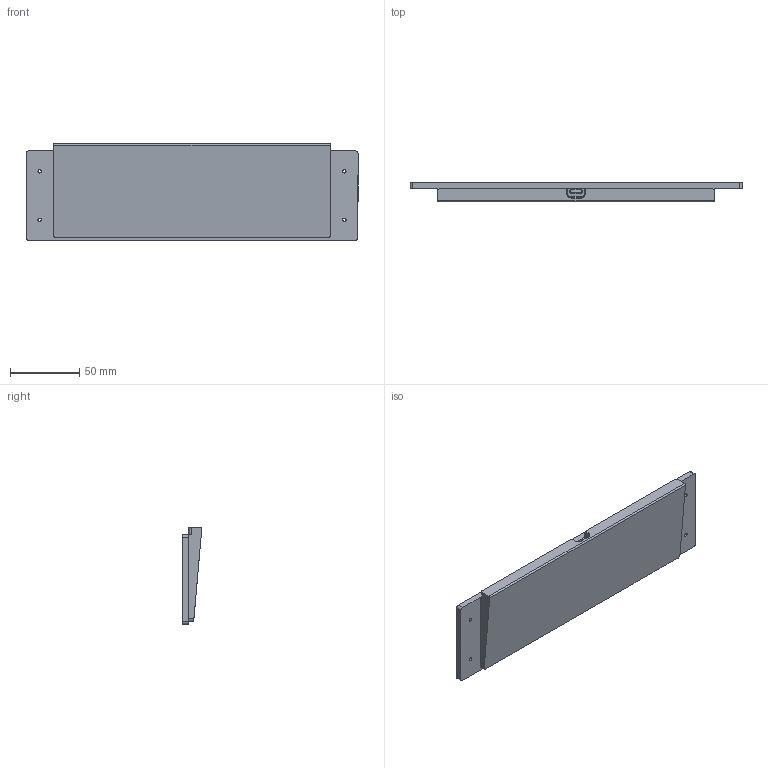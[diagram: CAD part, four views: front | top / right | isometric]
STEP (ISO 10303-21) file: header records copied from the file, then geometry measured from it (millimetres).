
FILE_DESCRIPTION(/* description */ (''),/* implementation_level */ '2;1');
FILE_NAME(/* name */ '2021-01-006.stp',/* time_stamp */ '2021-06-02T09:07:24-06:00',/* author */ ('carso'),/* organization */ (''),/* preprocessor_version */ 'ST-DEVELOPER v18',/* originating_system */ 'Autodesk Inventor 2020',/* authorisation */ '');
FILE_SCHEMA (('AUTOMOTIVE_DESIGN { 1 0 10303 214 3 1 1 }'));
Length unit declared in the file: millimetre
Products named in the file (1): 2021-01-006
Bounding box: 240.45 x 14.08 x 69.85 mm (x, y, z)
Volume: 155737.5 mm3; surface area: 40816.3 mm2
Topology: 1 solids, 1 shells, 87 faces, 253 edges, 172 vertices
Faces by surface type: plane 44, cylinder 37, bspline 4, cone 2
Full cylindrical faces by diameter (mm): 1.567 x2, 2.4 x4, 4 x4
Entity records: 3034 total; most frequent: CARTESIAN_POINT 607, ORIENTED_EDGE 502, DIRECTION 499, EDGE_CURVE 251, VERTEX_POINT 172, AXIS2_PLACEMENT_3D 172, LINE 155, VECTOR 155
